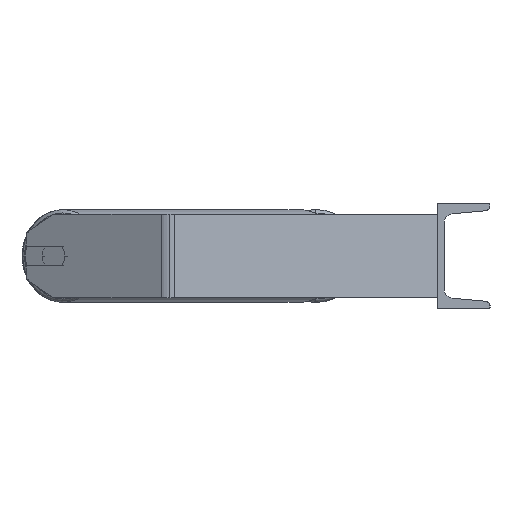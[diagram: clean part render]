
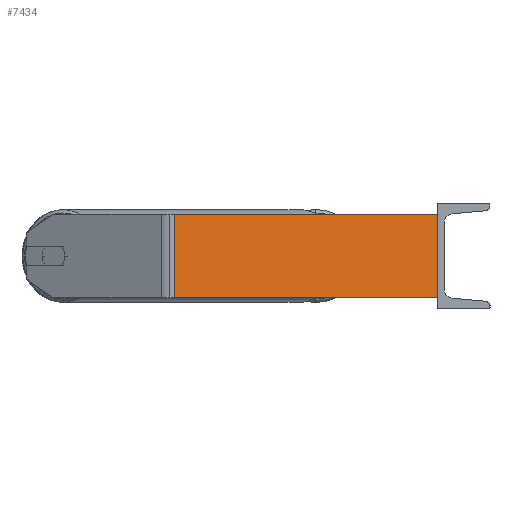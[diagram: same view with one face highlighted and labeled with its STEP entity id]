
A CAD part, left-side view. The second image highlights one B-rep face of the part: STEP entity #7434.
In plain terms, the highlighted planar face has unit normal (-0.966, -0.259, 0).
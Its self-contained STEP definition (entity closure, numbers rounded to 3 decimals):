
#45 = CARTESIAN_POINT ( 'NONE',  ( -685., 0., 40. ) ) ;
#101 = VECTOR ( 'NONE', #149, 1000. ) ;
#118 = ORIENTED_EDGE ( 'NONE', *, *, #871, .T. ) ;
#149 = DIRECTION ( 'NONE',  ( 0.259, -0.966, 0. ) ) ;
#871 = EDGE_CURVE ( 'NONE', #6679, #1649, #3656, .T. ) ;
#881 = CARTESIAN_POINT ( 'NONE',  ( -685., 0., -40. ) ) ;
#1039 = ORIENTED_EDGE ( 'NONE', *, *, #8346, .F. ) ;
#1245 = VERTEX_POINT ( 'NONE', #5818 ) ;
#1277 = PLANE ( 'NONE',  #3795 ) ;
#1649 = VERTEX_POINT ( 'NONE', #881 ) ;
#1878 = VECTOR ( 'NONE', #2645, 1000. ) ;
#1879 = FACE_OUTER_BOUND ( 'NONE', #2233, .T. ) ;
#2233 = EDGE_LOOP ( 'NONE', ( #118, #7314, #1039, #4165 ) ) ;
#2543 = DIRECTION ( 'NONE',  ( 0., 0., -1. ) ) ;
#2645 = DIRECTION ( 'NONE',  ( 0.259, -0.966, 0. ) ) ;
#2678 = DIRECTION ( 'NONE',  ( -0.259, 0.966, 0. ) ) ;
#3094 = CARTESIAN_POINT ( 'NONE',  ( -685., 0., 40. ) ) ;
#3471 = CARTESIAN_POINT ( 'NONE',  ( -754.524, 259.468, 40. ) ) ;
#3605 = LINE ( 'NONE', #45, #7347 ) ;
#3656 = LINE ( 'NONE', #6457, #101 ) ;
#3795 = AXIS2_PLACEMENT_3D ( 'NONE', #4054, #6213, #2678 ) ;
#3958 = EDGE_CURVE ( 'NONE', #1245, #6679, #5320, .T. ) ;
#4054 = CARTESIAN_POINT ( 'NONE',  ( -754.524, 259.468, 40. ) ) ;
#4165 = ORIENTED_EDGE ( 'NONE', *, *, #3958, .T. ) ;
#5320 = LINE ( 'NONE', #6819, #5960 ) ;
#5810 = DIRECTION ( 'NONE',  ( 0., 0., -1. ) ) ;
#5818 = CARTESIAN_POINT ( 'NONE',  ( -752.809, 253.067, 40. ) ) ;
#5960 = VECTOR ( 'NONE', #2543, 1000. ) ;
#6213 = DIRECTION ( 'NONE',  ( 0.966, 0.259, 0. ) ) ;
#6457 = CARTESIAN_POINT ( 'NONE',  ( -754.524, 259.468, -40. ) ) ;
#6679 = VERTEX_POINT ( 'NONE', #8946 ) ;
#6819 = CARTESIAN_POINT ( 'NONE',  ( -752.809, 253.067, 40. ) ) ;
#7314 = ORIENTED_EDGE ( 'NONE', *, *, #8392, .F. ) ;
#7347 = VECTOR ( 'NONE', #5810, 1000. ) ;
#7434 = ADVANCED_FACE ( 'NONE', ( #1879 ), #1277, .F. ) ;
#8346 = EDGE_CURVE ( 'NONE', #1245, #8793, #8982, .T. ) ;
#8392 = EDGE_CURVE ( 'NONE', #8793, #1649, #3605, .T. ) ;
#8793 = VERTEX_POINT ( 'NONE', #3094 ) ;
#8946 = CARTESIAN_POINT ( 'NONE',  ( -752.809, 253.067, -40. ) ) ;
#8982 = LINE ( 'NONE', #3471, #1878 ) ;
